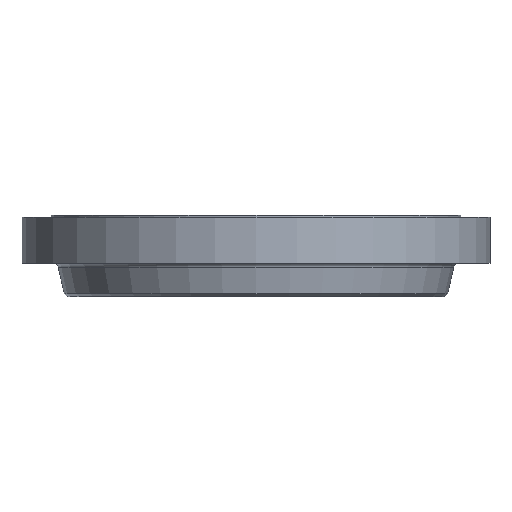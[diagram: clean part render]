
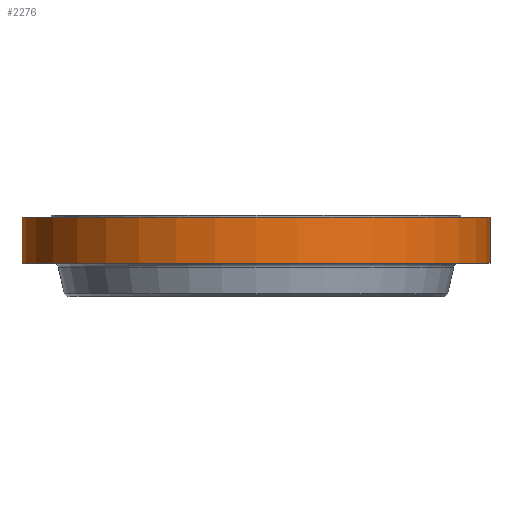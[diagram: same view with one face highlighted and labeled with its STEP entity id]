
A CAD part, front view. The second image highlights one B-rep face of the part: STEP entity #2276.
In plain terms, the highlighted cylindrical face has radius 901.7 mm (diameter 1803.4 mm), a partial arc.
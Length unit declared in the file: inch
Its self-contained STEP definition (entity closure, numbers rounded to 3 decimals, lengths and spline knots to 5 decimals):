
#139 = CARTESIAN_POINT ( 'NONE',  ( -35.5, 0., -7.25 ) ) ;
#230 = DIRECTION ( 'NONE',  ( 1., 0., 0. ) ) ;
#351 = DIRECTION ( 'NONE',  ( 0., 0., 1. ) ) ;
#477 = ORIENTED_EDGE ( 'NONE', *, *, #1972, .T. ) ;
#555 = CARTESIAN_POINT ( 'NONE',  ( -35.5, 0., -0.25 ) ) ;
#677 = CIRCLE ( 'NONE', #2349, 35.5 ) ;
#791 = DIRECTION ( 'NONE',  ( 1., 0., 0. ) ) ;
#821 = DIRECTION ( 'NONE',  ( 0., 0., 1. ) ) ;
#916 = EDGE_LOOP ( 'NONE', ( #2420, #1175, #477, #1434 ) ) ;
#1064 = CARTESIAN_POINT ( 'NONE',  ( 0., 0., -7.25 ) ) ;
#1069 = LINE ( 'NONE', #1504, #1187 ) ;
#1086 = CARTESIAN_POINT ( 'NONE',  ( 0., 0., -0.25 ) ) ;
#1133 = AXIS2_PLACEMENT_3D ( 'NONE', #1654, #351, #791 ) ;
#1175 = ORIENTED_EDGE ( 'NONE', *, *, #2023, .T. ) ;
#1187 = VECTOR ( 'NONE', #2793, 39.37008 ) ;
#1434 = ORIENTED_EDGE ( 'NONE', *, *, #2369, .F. ) ;
#1504 = CARTESIAN_POINT ( 'NONE',  ( -35.5, 0., 0. ) ) ;
#1505 = VECTOR ( 'NONE', #821, 39.37008 ) ;
#1654 = CARTESIAN_POINT ( 'NONE',  ( 0., 0., 0. ) ) ;
#1657 = VERTEX_POINT ( 'NONE', #555 ) ;
#1671 = VERTEX_POINT ( 'NONE', #2078 ) ;
#1761 = LINE ( 'NONE', #2593, #1505 ) ;
#1949 = DIRECTION ( 'NONE',  ( 0., 0., 1. ) ) ;
#1972 = EDGE_CURVE ( 'NONE', #1671, #2398, #1761, .T. ) ;
#1992 = DIRECTION ( 'NONE',  ( 0., 0., 1. ) ) ;
#2009 = CARTESIAN_POINT ( 'NONE',  ( 35.5, 0., -0.25 ) ) ;
#2023 = EDGE_CURVE ( 'NONE', #2693, #1671, #2110, .T. ) ;
#2078 = CARTESIAN_POINT ( 'NONE',  ( 35.5, 0., -7.25 ) ) ;
#2110 = CIRCLE ( 'NONE', #2202, 35.5 ) ;
#2202 = AXIS2_PLACEMENT_3D ( 'NONE', #1064, #1949, #2839 ) ;
#2276 = ADVANCED_FACE ( 'NONE', ( #2788 ), #2334, .T. ) ;
#2334 = CYLINDRICAL_SURFACE ( 'NONE', #1133, 35.5 ) ;
#2349 = AXIS2_PLACEMENT_3D ( 'NONE', #1086, #1992, #230 ) ;
#2369 = EDGE_CURVE ( 'NONE', #1657, #2398, #677, .T. ) ;
#2398 = VERTEX_POINT ( 'NONE', #2009 ) ;
#2420 = ORIENTED_EDGE ( 'NONE', *, *, #2691, .F. ) ;
#2593 = CARTESIAN_POINT ( 'NONE',  ( 35.5, 0., 0. ) ) ;
#2691 = EDGE_CURVE ( 'NONE', #2693, #1657, #1069, .T. ) ;
#2693 = VERTEX_POINT ( 'NONE', #139 ) ;
#2788 = FACE_OUTER_BOUND ( 'NONE', #916, .T. ) ;
#2793 = DIRECTION ( 'NONE',  ( 0., 0., 1. ) ) ;
#2839 = DIRECTION ( 'NONE',  ( 1., 0., 0. ) ) ;
